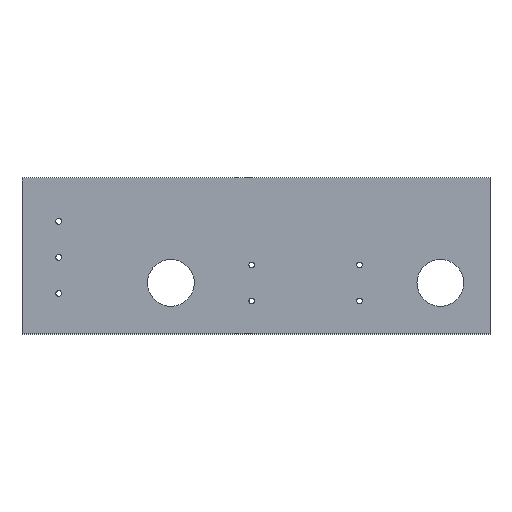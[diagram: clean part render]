
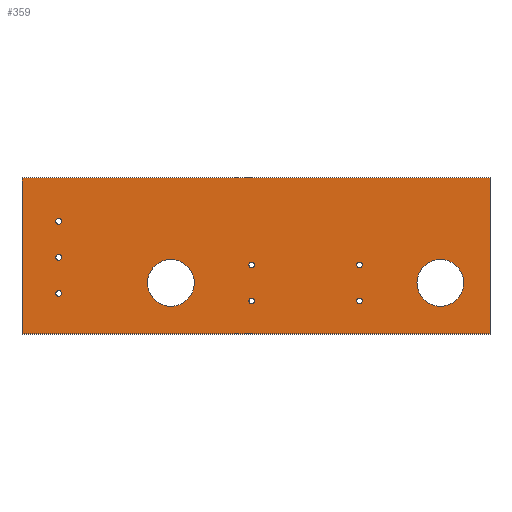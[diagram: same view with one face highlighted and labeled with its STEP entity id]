
A CAD part, top view. The second image highlights one B-rep face of the part: STEP entity #359.
In plain terms, the highlighted planar face has unit normal (0, 0, 1).
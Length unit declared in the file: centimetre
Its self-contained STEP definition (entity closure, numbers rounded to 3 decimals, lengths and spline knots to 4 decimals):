
#104=VECTOR('',#447,1.);
#105=VECTOR('',#448,1.);
#106=VECTOR('',#449,1.);
#107=VECTOR('',#450,1.);
#116=LINE('',#512,#104);
#117=LINE('',#515,#105);
#118=LINE('',#517,#106);
#119=LINE('',#519,#107);
#128=PLANE('',#388);
#135=VERTEX_POINT('',#476);
#137=VERTEX_POINT('',#481);
#139=VERTEX_POINT('',#486);
#141=VERTEX_POINT('',#491);
#143=VERTEX_POINT('',#496);
#145=VERTEX_POINT('',#501);
#147=VERTEX_POINT('',#506);
#148=VERTEX_POINT('',#509);
#149=VERTEX_POINT('',#511);
#150=VERTEX_POINT('',#513);
#151=VERTEX_POINT('',#514);
#152=VERTEX_POINT('',#516);
#153=VERTEX_POINT('',#518);
#161=CIRCLE('',#369,0.02);
#163=CIRCLE('',#372,0.02);
#165=CIRCLE('',#375,0.02);
#167=CIRCLE('',#378,0.02);
#169=CIRCLE('',#381,0.02);
#171=CIRCLE('',#384,0.02);
#173=CIRCLE('',#387,0.02);
#174=CIRCLE('',#389,0.165);
#175=CIRCLE('',#390,0.165);
#179=EDGE_CURVE('',#135,#135,#161,.T.);
#181=EDGE_CURVE('',#137,#137,#163,.T.);
#183=EDGE_CURVE('',#139,#139,#165,.T.);
#185=EDGE_CURVE('',#141,#141,#167,.T.);
#187=EDGE_CURVE('',#143,#143,#169,.T.);
#189=EDGE_CURVE('',#145,#145,#171,.T.);
#191=EDGE_CURVE('',#147,#147,#173,.T.);
#192=EDGE_CURVE('',#148,#148,#174,.T.);
#193=EDGE_CURVE('',#149,#149,#175,.T.);
#194=EDGE_CURVE('',#150,#151,#116,.T.);
#195=EDGE_CURVE('',#152,#150,#117,.T.);
#196=EDGE_CURVE('',#153,#152,#118,.T.);
#197=EDGE_CURVE('',#151,#153,#119,.T.);
#222=ORIENTED_EDGE('',*,*,#179,.T.);
#223=ORIENTED_EDGE('',*,*,#181,.T.);
#224=ORIENTED_EDGE('',*,*,#183,.T.);
#225=ORIENTED_EDGE('',*,*,#185,.T.);
#226=ORIENTED_EDGE('',*,*,#187,.T.);
#227=ORIENTED_EDGE('',*,*,#189,.T.);
#228=ORIENTED_EDGE('',*,*,#191,.T.);
#229=ORIENTED_EDGE('',*,*,#192,.F.);
#230=ORIENTED_EDGE('',*,*,#193,.F.);
#231=ORIENTED_EDGE('',*,*,#194,.F.);
#232=ORIENTED_EDGE('',*,*,#195,.F.);
#233=ORIENTED_EDGE('',*,*,#196,.F.);
#234=ORIENTED_EDGE('',*,*,#197,.F.);
#282=EDGE_LOOP('',(#222));
#283=EDGE_LOOP('',(#223));
#284=EDGE_LOOP('',(#224));
#285=EDGE_LOOP('',(#225));
#286=EDGE_LOOP('',(#226));
#287=EDGE_LOOP('',(#227));
#288=EDGE_LOOP('',(#228));
#289=EDGE_LOOP('',(#229));
#290=EDGE_LOOP('',(#230));
#291=EDGE_LOOP('',(#231,#232,#233,#234));
#324=FACE_BOUND('',#282,.T.);
#325=FACE_BOUND('',#283,.T.);
#326=FACE_BOUND('',#284,.T.);
#327=FACE_BOUND('',#285,.T.);
#328=FACE_BOUND('',#286,.T.);
#329=FACE_BOUND('',#287,.T.);
#330=FACE_BOUND('',#288,.T.);
#331=FACE_BOUND('',#289,.T.);
#332=FACE_BOUND('',#290,.T.);
#333=FACE_BOUND('',#291,.T.);
#359=ADVANCED_FACE('',(#324,#325,#326,#327,#328,#329,#330,#331,#332,#333),
#128,.T.);
#369=AXIS2_PLACEMENT_3D('',#475,#404,#405);
#372=AXIS2_PLACEMENT_3D('',#480,#410,#411);
#375=AXIS2_PLACEMENT_3D('',#485,#416,#417);
#378=AXIS2_PLACEMENT_3D('',#490,#422,#423);
#381=AXIS2_PLACEMENT_3D('',#495,#428,#429);
#384=AXIS2_PLACEMENT_3D('',#500,#434,#435);
#387=AXIS2_PLACEMENT_3D('',#505,#440,#441);
#388=AXIS2_PLACEMENT_3D('',#507,#442,$);
#389=AXIS2_PLACEMENT_3D('',#508,#443,#444);
#390=AXIS2_PLACEMENT_3D('',#510,#445,#446);
#404=DIRECTION('',(0.,0.,-1.));
#405=DIRECTION('',(0.02,0.,0.));
#410=DIRECTION('',(0.,0.,-1.));
#411=DIRECTION('',(0.02,0.,0.));
#416=DIRECTION('',(0.,0.,-1.));
#417=DIRECTION('',(0.02,0.,0.));
#422=DIRECTION('',(0.,0.,-1.));
#423=DIRECTION('',(0.02,0.,0.));
#428=DIRECTION('',(0.,0.,-1.));
#429=DIRECTION('',(0.02,0.,0.));
#434=DIRECTION('',(0.,0.,-1.));
#435=DIRECTION('',(0.02,0.,0.));
#440=DIRECTION('',(0.,0.,-1.));
#441=DIRECTION('',(0.02,0.,0.));
#442=DIRECTION('',(0.,0.,1.));
#443=DIRECTION('',(0.,0.,1.));
#444=DIRECTION('',(0.165,0.,0.));
#445=DIRECTION('',(0.,0.,1.));
#446=DIRECTION('',(0.165,0.,0.));
#447=DIRECTION('',(1.,0.,0.));
#448=DIRECTION('',(0.,1.,0.));
#449=DIRECTION('',(-1.,0.,0.));
#450=DIRECTION('',(0.,-1.,0.));
#475=CARTESIAN_POINT('',(-0.38,-0.127,0.15));
#476=CARTESIAN_POINT('',(-0.4,-0.127,0.15));
#480=CARTESIAN_POINT('',(0.38,-0.127,0.15));
#481=CARTESIAN_POINT('',(0.36,-0.127,0.15));
#485=CARTESIAN_POINT('',(-1.742,0.434,0.15));
#486=CARTESIAN_POINT('',(-1.762,0.434,0.15));
#490=CARTESIAN_POINT('',(-1.742,-0.074,0.15));
#491=CARTESIAN_POINT('',(-1.762,-0.074,0.15));
#495=CARTESIAN_POINT('',(-1.742,0.18,0.15));
#496=CARTESIAN_POINT('',(-1.762,0.18,0.15));
#500=CARTESIAN_POINT('',(0.38,0.127,0.15));
#501=CARTESIAN_POINT('',(0.36,0.127,0.15));
#505=CARTESIAN_POINT('',(-0.38,0.127,0.15));
#506=CARTESIAN_POINT('',(-0.4,0.127,0.15));
#507=CARTESIAN_POINT('',(-0.35,0.19,0.15));
#508=CARTESIAN_POINT('',(0.95,0.,0.15));
#509=CARTESIAN_POINT('',(1.115,0.,0.15));
#510=CARTESIAN_POINT('',(-0.95,0.,0.15));
#511=CARTESIAN_POINT('',(-0.785,0.,0.15));
#512=CARTESIAN_POINT('',(1.3,0.74,0.15));
#513=CARTESIAN_POINT('',(-2.,0.74,0.15));
#514=CARTESIAN_POINT('',(1.3,0.74,0.15));
#515=CARTESIAN_POINT('',(-2.,0.74,0.15));
#516=CARTESIAN_POINT('',(-2.,-0.36,0.15));
#517=CARTESIAN_POINT('',(-2.,-0.36,0.15));
#518=CARTESIAN_POINT('',(1.3,-0.36,0.15));
#519=CARTESIAN_POINT('',(1.3,-0.36,0.15));
